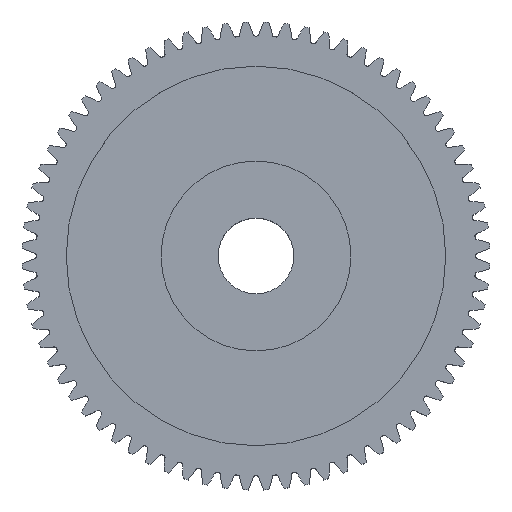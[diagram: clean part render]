
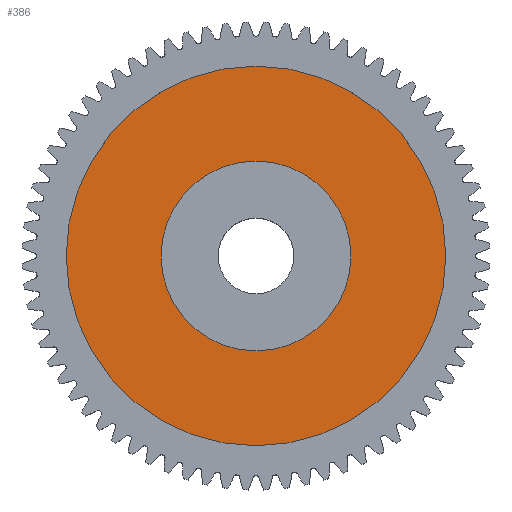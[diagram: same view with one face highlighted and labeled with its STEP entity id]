
A CAD part, top view. The second image highlights one B-rep face of the part: STEP entity #386.
In plain terms, the highlighted planar face has unit normal (0, 0, 1).
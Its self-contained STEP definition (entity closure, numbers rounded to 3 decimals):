
#40 = ORIENTED_EDGE ( 'NONE', *, *, #384, .F. ) ;
#47 = EDGE_LOOP ( 'NONE', ( #385, #388 ) ) ;
#377 = ORIENTED_EDGE ( 'NONE', *, *, #3341, .F. ) ;
#382 = EDGE_CURVE ( 'NONE', #3409, #3412, #6275, .T. ) ;
#384 = EDGE_CURVE ( 'NONE', #3424, #3356, #6348, .T. ) ;
#385 = ORIENTED_EDGE ( 'NONE', *, *, #3411, .T. ) ;
#386 = ADVANCED_FACE ( 'NONE', ( #6340, #6353 ), #6354, .F. ) ;
#388 = ORIENTED_EDGE ( 'NONE', *, *, #382, .T. ) ;
#389 = EDGE_LOOP ( 'NONE', ( #40, #377 ) ) ;
#3341 = EDGE_CURVE ( 'NONE', #3356, #3424, #10786, .T. ) ;
#3356 = VERTEX_POINT ( 'NONE', #10655 ) ;
#3409 = VERTEX_POINT ( 'NONE', #10889 ) ;
#3411 = EDGE_CURVE ( 'NONE', #3412, #3409, #10881, .T. ) ;
#3412 = VERTEX_POINT ( 'NONE', #10891 ) ;
#3424 = VERTEX_POINT ( 'NONE', #10975 ) ;
#6275 = CIRCLE ( 'NONE', #6336, 7.5 ) ;
#6335 = CARTESIAN_POINT ( 'NONE',  ( 0., 0., 2.5 ) ) ;
#6336 = AXIS2_PLACEMENT_3D ( 'NONE', #6335, #6342, #6400 ) ;
#6337 = CARTESIAN_POINT ( 'NONE',  ( 0., 0., 2.5 ) ) ;
#6338 = AXIS2_PLACEMENT_3D ( 'NONE', #6396, #6345, #6344 ) ;
#6339 = AXIS2_PLACEMENT_3D ( 'NONE', #6337, #6395, #6394 ) ;
#6340 = FACE_BOUND ( 'NONE', #47, .T. ) ;
#6342 = DIRECTION ( 'NONE',  ( 0., 0., -1. ) ) ;
#6344 = DIRECTION ( 'NONE',  ( -1., 0., 0. ) ) ;
#6345 = DIRECTION ( 'NONE',  ( 0., 0., -1. ) ) ;
#6348 = CIRCLE ( 'NONE', #6339, 15. ) ;
#6353 = FACE_OUTER_BOUND ( 'NONE', #389, .T. ) ;
#6354 = PLANE ( 'NONE',  #6338 ) ;
#6394 = DIRECTION ( 'NONE',  ( -1., 0., 0. ) ) ;
#6395 = DIRECTION ( 'NONE',  ( 0., 0., -1. ) ) ;
#6396 = CARTESIAN_POINT ( 'NONE',  ( 0., 0., 2.5 ) ) ;
#6400 = DIRECTION ( 'NONE',  ( -1., 0., 0. ) ) ;
#10641 = DIRECTION ( 'NONE',  ( -1., 0., 0. ) ) ;
#10642 = AXIS2_PLACEMENT_3D ( 'NONE', #10794, #10798, #10641 ) ;
#10655 = CARTESIAN_POINT ( 'NONE',  ( 15., 0., 2.5 ) ) ;
#10786 = CIRCLE ( 'NONE', #10642, 15. ) ;
#10794 = CARTESIAN_POINT ( 'NONE',  ( 0., 0., 2.5 ) ) ;
#10798 = DIRECTION ( 'NONE',  ( 0., 0., -1. ) ) ;
#10877 = DIRECTION ( 'NONE',  ( -1., 0., 0. ) ) ;
#10878 = DIRECTION ( 'NONE',  ( 0., 0., -1. ) ) ;
#10879 = CARTESIAN_POINT ( 'NONE',  ( 0., 0., 2.5 ) ) ;
#10880 = AXIS2_PLACEMENT_3D ( 'NONE', #10879, #10878, #10877 ) ;
#10881 = CIRCLE ( 'NONE', #10880, 7.5 ) ;
#10889 = CARTESIAN_POINT ( 'NONE',  ( 7.5, 0., 2.5 ) ) ;
#10891 = CARTESIAN_POINT ( 'NONE',  ( -7.5, 0., 2.5 ) ) ;
#10975 = CARTESIAN_POINT ( 'NONE',  ( -15., 0., 2.5 ) ) ;
